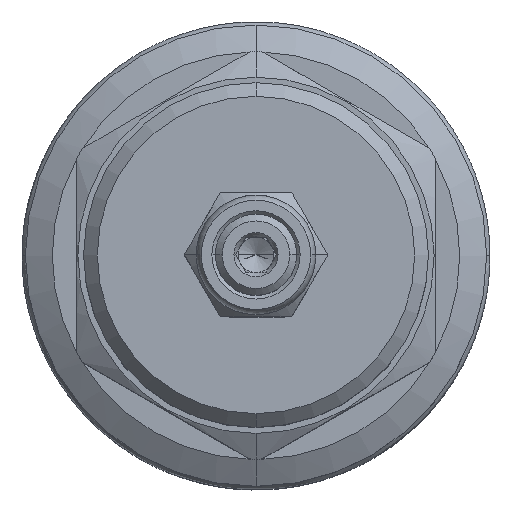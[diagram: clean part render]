
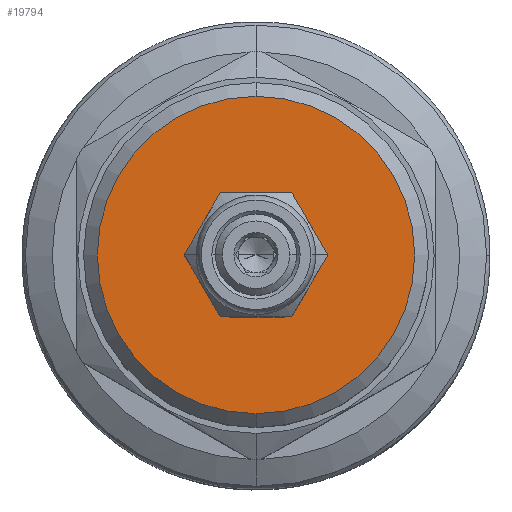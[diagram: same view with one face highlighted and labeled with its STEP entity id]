
A CAD part, top view. The second image highlights one B-rep face of the part: STEP entity #19794.
In plain terms, the highlighted planar face has unit normal (0, 0, 1).
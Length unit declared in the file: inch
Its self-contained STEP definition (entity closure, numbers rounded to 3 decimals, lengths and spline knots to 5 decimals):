
#8421=CARTESIAN_POINT('',(0.,0.,6.469));
#8422=DIRECTION('',(0.,0.,1.));
#8423=DIRECTION('',(0.,-1.,0.));
#8424=AXIS2_PLACEMENT_3D('',#8421,#8422,#8423);
#8439=CARTESIAN_POINT('',(0.,0.,6.469));
#8440=DIRECTION('',(0.,0.,1.));
#8441=DIRECTION('',(-1.,0.,0.));
#8442=AXIS2_PLACEMENT_3D('',#8439,#8440,#8441);
#8444=CARTESIAN_POINT('',(0.,0.,6.469));
#8445=DIRECTION('',(0.,0.,1.));
#8446=DIRECTION('',(1.,0.,0.));
#8447=AXIS2_PLACEMENT_3D('',#8444,#8445,#8446);
#8449=CARTESIAN_POINT('',(0.,0.,6.469));
#8450=DIRECTION('',(0.,0.,1.));
#8451=DIRECTION('',(0.,1.,0.));
#8452=AXIS2_PLACEMENT_3D('',#8449,#8450,#8451);
#11785=CARTESIAN_POINT('',(0.,0.719,6.469));
#11786=CARTESIAN_POINT('',(0.,-0.719,6.469));
#11787=VERTEX_POINT('',#11785);
#11788=VERTEX_POINT('',#11786);
#12031=CARTESIAN_POINT('',(-0.271,0.,6.469));
#12032=CARTESIAN_POINT('',(0.271,0.,6.469));
#12033=VERTEX_POINT('',#12031);
#12034=VERTEX_POINT('',#12032);
#19778=CARTESIAN_POINT('',(0.,0.,6.469));
#19779=DIRECTION('',(0.,0.,1.));
#19780=DIRECTION('',(0.,1.,0.));
#19781=AXIS2_PLACEMENT_3D('',#19778,#19779,#19780);
#19782=PLANE('',#19781);
#19783=ORIENTED_EDGE('',*,*,#19768,.F.);
#19785=ORIENTED_EDGE('',*,*,#19784,.F.);
#19786=EDGE_LOOP('',(#19783,#19785));
#19787=FACE_OUTER_BOUND('',#19786,.F.);
#19789=ORIENTED_EDGE('',*,*,#19788,.T.);
#19791=ORIENTED_EDGE('',*,*,#19790,.T.);
#19792=EDGE_LOOP('',(#19789,#19791));
#19793=FACE_BOUND('',#19792,.F.);
#19794=ADVANCED_FACE('',(#19787,#19793),#19782,.T.);
#8425=CIRCLE('',#8424,0.719);
#8443=CIRCLE('',#8442,0.271);
#8448=CIRCLE('',#8447,0.271);
#8453=CIRCLE('',#8452,0.719);
#19768=EDGE_CURVE('',#11788,#11787,#8425,.T.);
#19784=EDGE_CURVE('',#11787,#11788,#8453,.T.);
#19788=EDGE_CURVE('',#12033,#12034,#8443,.T.);
#19790=EDGE_CURVE('',#12034,#12033,#8448,.T.);
